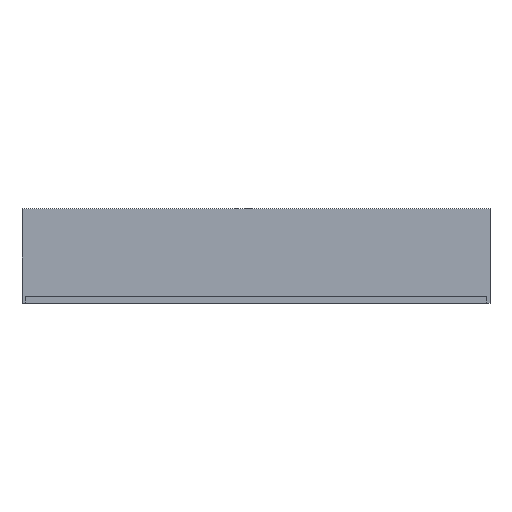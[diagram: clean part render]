
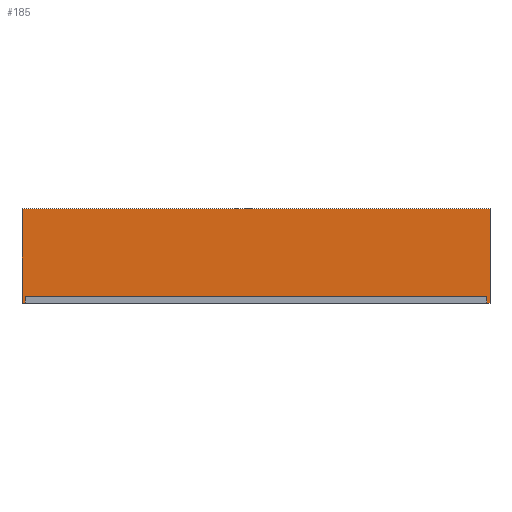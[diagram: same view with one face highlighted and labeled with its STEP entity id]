
A CAD part, top view. The second image highlights one B-rep face of the part: STEP entity #185.
In plain terms, the highlighted planar face has unit normal (0, 0, 1).
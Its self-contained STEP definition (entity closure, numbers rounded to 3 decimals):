
#19=FACE_OUTER_BOUND('',#29,.T.);
#29=EDGE_LOOP('',(#139,#140,#141,#142,#143,#144,#145,#146));
#35=LINE('',#265,#59);
#39=LINE('',#273,#63);
#44=LINE('',#283,#68);
#46=LINE('',#287,#70);
#47=LINE('',#289,#71);
#48=LINE('',#291,#72);
#49=LINE('',#293,#73);
#50=LINE('',#294,#74);
#59=VECTOR('',#219,10.);
#63=VECTOR('',#225,10.);
#68=VECTOR('',#234,10.);
#70=VECTOR('',#238,10.);
#71=VECTOR('',#239,10.);
#72=VECTOR('',#240,10.);
#73=VECTOR('',#241,10.);
#74=VECTOR('',#242,10.);
#83=VERTEX_POINT('',#263);
#84=VERTEX_POINT('',#264);
#87=VERTEX_POINT('',#272);
#90=VERTEX_POINT('',#282);
#91=VERTEX_POINT('',#286);
#92=VERTEX_POINT('',#288);
#93=VERTEX_POINT('',#290);
#94=VERTEX_POINT('',#292);
#99=EDGE_CURVE('',#83,#84,#35,.T.);
#103=EDGE_CURVE('',#84,#87,#39,.T.);
#108=EDGE_CURVE('',#87,#90,#44,.T.);
#110=EDGE_CURVE('',#91,#90,#46,.T.);
#111=EDGE_CURVE('',#92,#91,#47,.T.);
#112=EDGE_CURVE('',#93,#92,#48,.T.);
#113=EDGE_CURVE('',#93,#94,#49,.T.);
#114=EDGE_CURVE('',#83,#94,#50,.T.);
#139=ORIENTED_EDGE('',*,*,#99,.T.);
#140=ORIENTED_EDGE('',*,*,#103,.T.);
#141=ORIENTED_EDGE('',*,*,#108,.T.);
#142=ORIENTED_EDGE('',*,*,#110,.F.);
#143=ORIENTED_EDGE('',*,*,#111,.F.);
#144=ORIENTED_EDGE('',*,*,#112,.F.);
#145=ORIENTED_EDGE('',*,*,#113,.T.);
#146=ORIENTED_EDGE('',*,*,#114,.F.);
#175=PLANE('',#209);
#185=ADVANCED_FACE('',(#19),#175,.T.);
#209=AXIS2_PLACEMENT_3D('',#285,#236,#237);
#219=DIRECTION('',(0.,1.,0.));
#225=DIRECTION('',(1.,0.,0.));
#234=DIRECTION('',(0.,-1.,0.));
#236=DIRECTION('center_axis',(0.,0.,1.));
#237=DIRECTION('ref_axis',(-1.,0.,0.));
#238=DIRECTION('',(-1.,0.,0.));
#239=DIRECTION('',(0.,-1.,0.));
#240=DIRECTION('',(1.,0.,0.));
#241=DIRECTION('',(0.,-1.,0.));
#242=DIRECTION('',(-1.,0.,0.));
#263=CARTESIAN_POINT('',(-2.,-55.,0.));
#264=CARTESIAN_POINT('',(-2.,-51.,0.));
#265=CARTESIAN_POINT('',(-2.,-27.5,0.));
#272=CARTESIAN_POINT('',(266.75,-51.,0.));
#273=CARTESIAN_POINT('',(200.563,-51.,0.));
#282=CARTESIAN_POINT('',(266.75,-55.,0.));
#283=CARTESIAN_POINT('',(266.75,-27.5,0.));
#285=CARTESIAN_POINT('Origin',(268.75,0.,0.));
#286=CARTESIAN_POINT('',(268.75,-55.,0.));
#287=CARTESIAN_POINT('',(-4.,-55.,0.));
#288=CARTESIAN_POINT('',(268.75,0.,0.));
#289=CARTESIAN_POINT('',(268.75,0.,0.));
#290=CARTESIAN_POINT('',(-4.,0.,0.));
#291=CARTESIAN_POINT('',(-4.,0.,0.));
#292=CARTESIAN_POINT('',(-4.,-55.,0.));
#293=CARTESIAN_POINT('',(-4.,0.,0.));
#294=CARTESIAN_POINT('',(-4.,-55.,0.));
